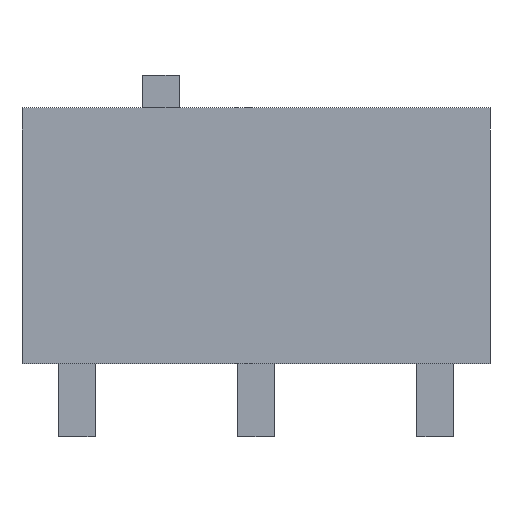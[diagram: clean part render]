
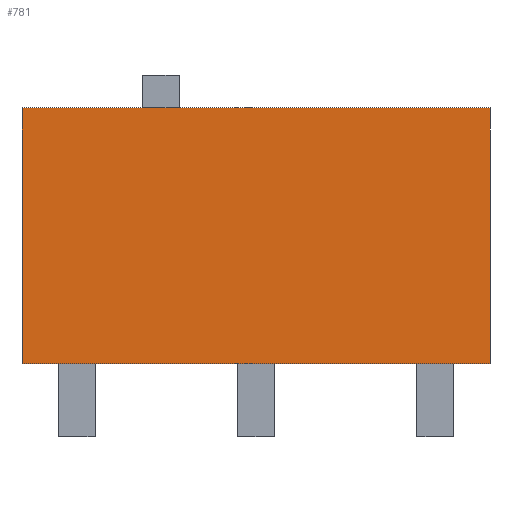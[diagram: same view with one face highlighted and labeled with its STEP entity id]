
A CAD part, left-side view. The second image highlights one B-rep face of the part: STEP entity #781.
In plain terms, the highlighted planar face has unit normal (-1, 0, 0).
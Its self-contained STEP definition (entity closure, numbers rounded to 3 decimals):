
#9 = EDGE_CURVE ( 'NONE', #614, #137, #28, .T. ) ;
#15 = FACE_OUTER_BOUND ( 'NONE', #597, .T. ) ;
#28 = LINE ( 'NONE', #209, #93 ) ;
#46 = LINE ( 'NONE', #533, #233 ) ;
#70 = DIRECTION ( 'NONE',  ( 0., 0., -1. ) ) ;
#93 = VECTOR ( 'NONE', #153, 1000. ) ;
#110 = CARTESIAN_POINT ( 'NONE',  ( -2.9, 6.4, 0. ) ) ;
#137 = VERTEX_POINT ( 'NONE', #110 ) ;
#143 = AXIS2_PLACEMENT_3D ( 'NONE', #413, #526, #598 ) ;
#153 = DIRECTION ( 'NONE',  ( 0., 0., -1. ) ) ;
#175 = ORIENTED_EDGE ( 'NONE', *, *, #9, .T. ) ;
#195 = LINE ( 'NONE', #620, #480 ) ;
#209 = CARTESIAN_POINT ( 'NONE',  ( -2.9, 6.4, 7. ) ) ;
#233 = VECTOR ( 'NONE', #788, 1000. ) ;
#256 = EDGE_CURVE ( 'NONE', #137, #743, #46, .T. ) ;
#259 = EDGE_CURVE ( 'NONE', #265, #743, #195, .T. ) ;
#265 = VERTEX_POINT ( 'NONE', #609 ) ;
#295 = CARTESIAN_POINT ( 'NONE',  ( -2.9, -6.4, 0. ) ) ;
#331 = ORIENTED_EDGE ( 'NONE', *, *, #476, .F. ) ;
#364 = LINE ( 'NONE', #608, #397 ) ;
#397 = VECTOR ( 'NONE', #485, 1000. ) ;
#413 = CARTESIAN_POINT ( 'NONE',  ( -2.9, -6.4, 7. ) ) ;
#440 = CARTESIAN_POINT ( 'NONE',  ( -2.9, 6.4, 7. ) ) ;
#476 = EDGE_CURVE ( 'NONE', #614, #265, #364, .T. ) ;
#477 = ORIENTED_EDGE ( 'NONE', *, *, #256, .T. ) ;
#479 = ORIENTED_EDGE ( 'NONE', *, *, #259, .F. ) ;
#480 = VECTOR ( 'NONE', #70, 1000. ) ;
#485 = DIRECTION ( 'NONE',  ( 0., -1., 0. ) ) ;
#526 = DIRECTION ( 'NONE',  ( 1., 0., 0. ) ) ;
#533 = CARTESIAN_POINT ( 'NONE',  ( -2.9, -6.4, 0. ) ) ;
#597 = EDGE_LOOP ( 'NONE', ( #477, #479, #331, #175 ) ) ;
#598 = DIRECTION ( 'NONE',  ( 0., 0., -1. ) ) ;
#608 = CARTESIAN_POINT ( 'NONE',  ( -2.9, -6.4, 7. ) ) ;
#609 = CARTESIAN_POINT ( 'NONE',  ( -2.9, -6.4, 7. ) ) ;
#614 = VERTEX_POINT ( 'NONE', #440 ) ;
#620 = CARTESIAN_POINT ( 'NONE',  ( -2.9, -6.4, 7. ) ) ;
#650 = PLANE ( 'NONE',  #143 ) ;
#743 = VERTEX_POINT ( 'NONE', #295 ) ;
#781 = ADVANCED_FACE ( 'NONE', ( #15 ), #650, .F. ) ;
#788 = DIRECTION ( 'NONE',  ( 0., -1., 0. ) ) ;
